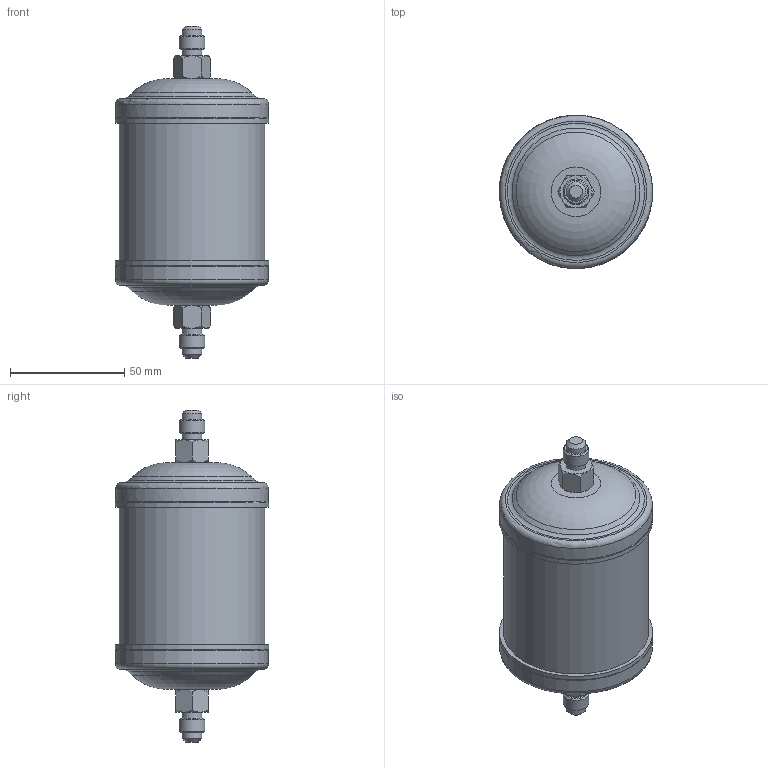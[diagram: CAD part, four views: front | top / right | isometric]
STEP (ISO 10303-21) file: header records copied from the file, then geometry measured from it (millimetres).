
FILE_DESCRIPTION(('TFLEX Exchange Step'),'2;1');
FILE_NAME('023B7109R - DFL 082 TW.stp', '2023-06-13T12:10:05+03:00',('RUCO2978'),('Unknown organisation'),'TFLEX Exchange 2022.1','T-FLEX CAD','Unknown authorisation');
FILE_SCHEMA( ('AP242_MANAGED_MODEL_BASED_3D_ENGINEERING_MIM_LF {1 0 10303 442 1 1 4 }') );
Length unit declared in the file: millimetre
Products named in the file (1): Nodes
Bounding box: 67 x 67 x 145 mm (x, y, z)
Volume: 300598.9 mm3; surface area: 26386.1 mm2
Topology: 1 solids, 1 shells, 77 faces, 187 edges, 124 vertices
Faces by surface type: cone 32, plane 26, cylinder 11, torus 8
Full cylindrical faces by diameter (mm): 8.7 x4, 11.16 x2, 63.5 x1, 66.7 x2, 67 x2
Entity records: 2966 total; most frequent: CARTESIAN_POINT 1100, DIRECTION 397, ORIENTED_EDGE 374, EDGE_CURVE 187, AXIS2_PLACEMENT_3D 183, VERTEX_POINT 124, CIRCLE 104, EDGE_LOOP 89
